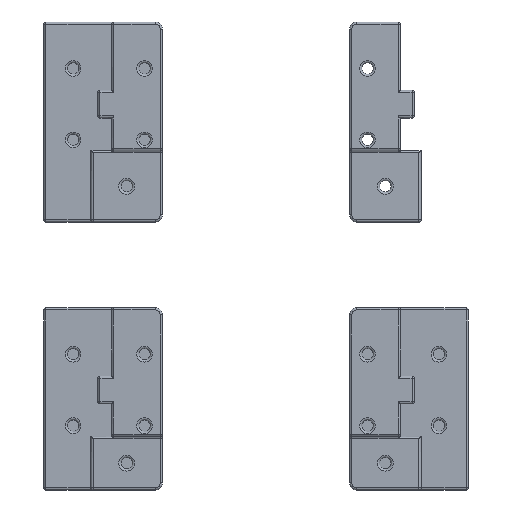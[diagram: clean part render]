
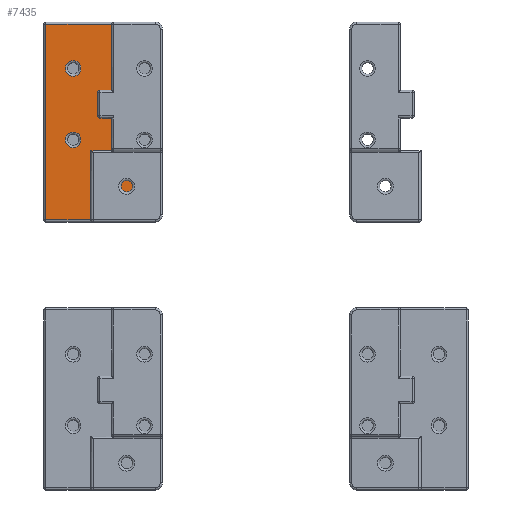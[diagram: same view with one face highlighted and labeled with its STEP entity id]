
A CAD part, front view. The second image highlights one B-rep face of the part: STEP entity #7435.
In plain terms, the highlighted planar face has unit normal (0, -1, 0).
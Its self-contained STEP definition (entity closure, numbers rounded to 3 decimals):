
#407=FACE_BOUND('',#2392,.T.);
#408=FACE_BOUND('',#2393,.T.);
#409=FACE_BOUND('',#2394,.T.);
#410=FACE_BOUND('',#2395,.T.);
#793=LINE('',#13506,#1197);
#796=LINE('',#13523,#1200);
#803=LINE('',#13545,#1207);
#804=LINE('',#13546,#1208);
#1197=VECTOR('',#11149,10.);
#1200=VECTOR('',#11168,10.);
#1207=VECTOR('',#11199,10.);
#1208=VECTOR('',#11200,10.);
#1333=PLANE('',#8570);
#1817=FACE_OUTER_BOUND('',#2391,.T.);
#2391=EDGE_LOOP('',(#6725,#6726,#6727,#6728,#6729,#6730));
#2392=EDGE_LOOP('',(#6731));
#2393=EDGE_LOOP('',(#6732));
#2394=EDGE_LOOP('',(#6733));
#2395=EDGE_LOOP('',(#6734));
#3006=CIRCLE('',#8554,1.4);
#3010=CIRCLE('',#8560,1.4);
#3014=CIRCLE('',#8571,2.2);
#3015=CIRCLE('',#8572,2.2);
#3016=CIRCLE('',#8573,2.2);
#3017=CIRCLE('',#8574,2.2);
#3626=VERTEX_POINT('',#13502);
#3628=VERTEX_POINT('',#13505);
#3629=VERTEX_POINT('',#13510);
#3631=VERTEX_POINT('',#13513);
#3634=VERTEX_POINT('',#13520);
#3637=VERTEX_POINT('',#13544);
#3638=VERTEX_POINT('',#13547);
#3639=VERTEX_POINT('',#13549);
#3640=VERTEX_POINT('',#13551);
#3641=VERTEX_POINT('',#13553);
#4654=EDGE_CURVE('',#3628,#3626,#793,.T.);
#4658=EDGE_CURVE('',#3631,#3629,#3006,.T.);
#4663=EDGE_CURVE('',#3634,#3631,#796,.T.);
#4664=EDGE_CURVE('',#3626,#3634,#3010,.T.);
#4674=EDGE_CURVE('',#3629,#3637,#803,.T.);
#4675=EDGE_CURVE('',#3637,#3628,#804,.T.);
#4676=EDGE_CURVE('',#3638,#3638,#3014,.T.);
#4677=EDGE_CURVE('',#3639,#3639,#3015,.T.);
#4678=EDGE_CURVE('',#3640,#3640,#3016,.T.);
#4679=EDGE_CURVE('',#3641,#3641,#3017,.T.);
#6725=ORIENTED_EDGE('',*,*,#4654,.T.);
#6726=ORIENTED_EDGE('',*,*,#4664,.T.);
#6727=ORIENTED_EDGE('',*,*,#4663,.T.);
#6728=ORIENTED_EDGE('',*,*,#4658,.T.);
#6729=ORIENTED_EDGE('',*,*,#4674,.T.);
#6730=ORIENTED_EDGE('',*,*,#4675,.T.);
#6731=ORIENTED_EDGE('',*,*,#4676,.T.);
#6732=ORIENTED_EDGE('',*,*,#4677,.T.);
#6733=ORIENTED_EDGE('',*,*,#4678,.T.);
#6734=ORIENTED_EDGE('',*,*,#4679,.T.);
#7435=ADVANCED_FACE('',(#1817,#407,#408,#409,#410),#1333,.T.);
#8554=AXIS2_PLACEMENT_3D('',#13514,#11157,#11158);
#8560=AXIS2_PLACEMENT_3D('',#13525,#11171,#11172);
#8570=AXIS2_PLACEMENT_3D('',#13543,#11197,#11198);
#8571=AXIS2_PLACEMENT_3D('',#13548,#11201,#11202);
#8572=AXIS2_PLACEMENT_3D('',#13550,#11203,#11204);
#8573=AXIS2_PLACEMENT_3D('',#13552,#11205,#11206);
#8574=AXIS2_PLACEMENT_3D('',#13554,#11207,#11208);
#11149=DIRECTION('',(1.,0.,0.));
#11157=DIRECTION('center_axis',(0.,-1.,0.));
#11158=DIRECTION('ref_axis',(0.926,0.,0.378));
#11168=DIRECTION('',(0.,0.,1.));
#11171=DIRECTION('center_axis',(0.,-1.,0.));
#11172=DIRECTION('ref_axis',(0.707,0.,-0.707));
#11197=DIRECTION('center_axis',(0.,-1.,0.));
#11198=DIRECTION('ref_axis',(0.,0.,1.));
#11199=DIRECTION('',(-1.,0.,0.));
#11200=DIRECTION('',(0.,0.,-1.));
#11201=DIRECTION('center_axis',(0.,1.,0.));
#11202=DIRECTION('ref_axis',(0.,0.,1.));
#11203=DIRECTION('center_axis',(0.,1.,0.));
#11204=DIRECTION('ref_axis',(0.,0.,1.));
#11205=DIRECTION('center_axis',(0.,1.,0.));
#11206=DIRECTION('ref_axis',(0.,0.,1.));
#11207=DIRECTION('center_axis',(0.,1.,0.));
#11208=DIRECTION('ref_axis',(0.,0.,1.));
#13502=CARTESIAN_POINT('',(-69.4,32.,47.6));
#13505=CARTESIAN_POINT('',(-100.,32.,47.6));
#13506=CARTESIAN_POINT('',(-75.7,32.,47.6));
#13510=CARTESIAN_POINT('',(-69.4,32.,102.4));
#13513=CARTESIAN_POINT('',(-68.,32.,101.));
#13514=CARTESIAN_POINT('Origin',(-69.4,32.,101.));
#13520=CARTESIAN_POINT('',(-68.,32.,49.));
#13523=CARTESIAN_POINT('',(-68.,32.,90.25));
#13525=CARTESIAN_POINT('Origin',(-69.4,32.,49.));
#13543=CARTESIAN_POINT('Origin',(-84.,32.,77.5));
#13544=CARTESIAN_POINT('',(-100.,32.,102.4));
#13545=CARTESIAN_POINT('',(-92.3,32.,102.4));
#13546=CARTESIAN_POINT('',(-100.,32.,64.75));
#13547=CARTESIAN_POINT('',(-92.4,32.,67.8));
#13548=CARTESIAN_POINT('Origin',(-92.4,32.,70.));
#13549=CARTESIAN_POINT('',(-72.4,32.,87.8));
#13550=CARTESIAN_POINT('Origin',(-72.4,32.,90.));
#13551=CARTESIAN_POINT('',(-92.4,32.,87.8));
#13552=CARTESIAN_POINT('Origin',(-92.4,32.,90.));
#13553=CARTESIAN_POINT('',(-72.4,32.,67.8));
#13554=CARTESIAN_POINT('Origin',(-72.4,32.,70.));
